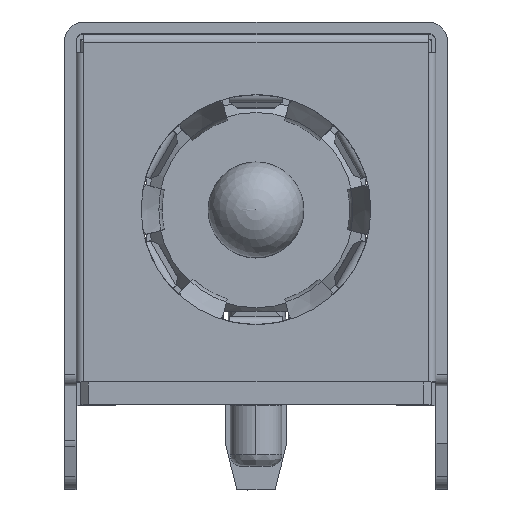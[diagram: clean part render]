
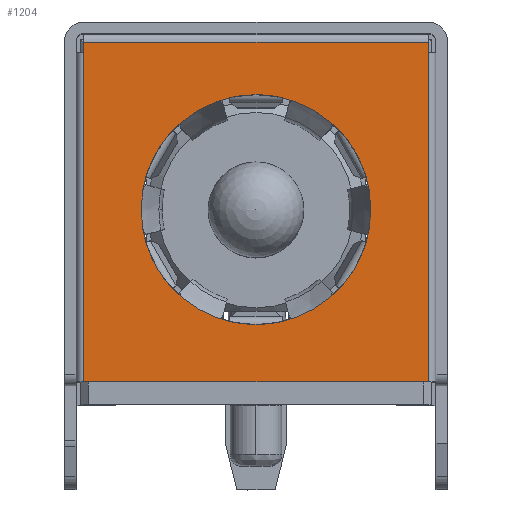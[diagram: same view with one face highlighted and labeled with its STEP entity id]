
A CAD part, top view. The second image highlights one B-rep face of the part: STEP entity #1204.
In plain terms, the highlighted planar face has unit normal (0, 0, 1).
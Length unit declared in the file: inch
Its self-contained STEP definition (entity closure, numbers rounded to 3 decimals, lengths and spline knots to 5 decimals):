
#39 = VERTEX_POINT ( 'NONE', #17027 ) ;
#715 = ORIENTED_EDGE ( 'NONE', *, *, #3559, .T. ) ;
#832 = LINE ( 'NONE', #19421, #6747 ) ;
#1204 = ADVANCED_FACE ( 'NONE', ( #6038, #17276 ), #11010, .T. ) ;
#2338 = CARTESIAN_POINT ( 'NONE',  ( -0.17717, 0.16929, 0. ) ) ;
#2402 = AXIS2_PLACEMENT_3D ( 'NONE', #2661, #16585, #22717 ) ;
#2578 = EDGE_CURVE ( 'NONE', #14474, #19349, #11228, .T. ) ;
#2661 = CARTESIAN_POINT ( 'NONE',  ( -0.17717, -0.16929, 0. ) ) ;
#2790 = DIRECTION ( 'NONE',  ( -1., 0., 0. ) ) ;
#2889 = VECTOR ( 'NONE', #20601, 39.37008 ) ;
#2924 = DIRECTION ( 'NONE',  ( -1., 0., 0. ) ) ;
#3181 = VERTEX_POINT ( 'NONE', #3448 ) ;
#3448 = CARTESIAN_POINT ( 'NONE',  ( -0.11811, 0.00787, 0. ) ) ;
#3559 = EDGE_CURVE ( 'NONE', #19349, #18565, #5518, .T. ) ;
#4309 = CARTESIAN_POINT ( 'NONE',  ( -0.17717, 0.18012, 0. ) ) ;
#4361 = DIRECTION ( 'NONE',  ( 0., 1., 0. ) ) ;
#4749 = CARTESIAN_POINT ( 'NONE',  ( 0., 0.00787, 0. ) ) ;
#5062 = EDGE_CURVE ( 'NONE', #20169, #14474, #15187, .T. ) ;
#5478 = VERTEX_POINT ( 'NONE', #5730 ) ;
#5493 = CARTESIAN_POINT ( 'NONE',  ( 0.10229, 0.06693, 0. ) ) ;
#5518 = CIRCLE ( 'NONE', #22483, 0.11811 ) ;
#5730 = CARTESIAN_POINT ( 'NONE',  ( 0., -0.11024, 0. ) ) ;
#5917 = LINE ( 'NONE', #20651, #13795 ) ;
#5968 = ORIENTED_EDGE ( 'NONE', *, *, #2578, .T. ) ;
#6038 = FACE_OUTER_BOUND ( 'NONE', #6768, .T. ) ;
#6243 = EDGE_CURVE ( 'NONE', #16156, #8758, #832, .T. ) ;
#6323 = DIRECTION ( 'NONE',  ( -1., 0., 0. ) ) ;
#6406 = EDGE_CURVE ( 'NONE', #18929, #39, #20729, .T. ) ;
#6448 = DIRECTION ( 'NONE',  ( 0., 0., -1. ) ) ;
#6571 = CARTESIAN_POINT ( 'NONE',  ( -0.17717, -0.16929, 0. ) ) ;
#6747 = VECTOR ( 'NONE', #19299, 39.37008 ) ;
#6751 = DIRECTION ( 'NONE',  ( 0., 0., -1. ) ) ;
#6768 = EDGE_LOOP ( 'NONE', ( #10430, #12467, #19283, #20628, #14402, #20897 ) ) ;
#8758 = VERTEX_POINT ( 'NONE', #6571 ) ;
#8835 = CIRCLE ( 'NONE', #13857, 0.11811 ) ;
#8918 = CARTESIAN_POINT ( 'NONE',  ( 0., 0.12598, 0. ) ) ;
#9094 = CARTESIAN_POINT ( 'NONE',  ( 0.10229, -0.05118, 0. ) ) ;
#9101 = EDGE_CURVE ( 'NONE', #39, #23902, #22499, .T. ) ;
#9590 = ORIENTED_EDGE ( 'NONE', *, *, #15516, .T. ) ;
#9859 = VECTOR ( 'NONE', #13547, 39.37008 ) ;
#9913 = CIRCLE ( 'NONE', #19959, 0.11811 ) ;
#10036 = CARTESIAN_POINT ( 'NONE',  ( 0., 0.00787, 0. ) ) ;
#10143 = CARTESIAN_POINT ( 'NONE',  ( 0.17717, 0.16929, 0. ) ) ;
#10430 = ORIENTED_EDGE ( 'NONE', *, *, #20006, .F. ) ;
#11010 = PLANE ( 'NONE',  #2402 ) ;
#11141 = EDGE_CURVE ( 'NONE', #23504, #3181, #11888, .T. ) ;
#11228 = CIRCLE ( 'NONE', #22456, 0.11811 ) ;
#11381 = CARTESIAN_POINT ( 'NONE',  ( 0., 0.00787, 0. ) ) ;
#11888 = CIRCLE ( 'NONE', #18849, 0.11811 ) ;
#11928 = EDGE_CURVE ( 'NONE', #3181, #20169, #9913, .T. ) ;
#12467 = ORIENTED_EDGE ( 'NONE', *, *, #14687, .T. ) ;
#12720 = ORIENTED_EDGE ( 'NONE', *, *, #5062, .T. ) ;
#12885 = VERTEX_POINT ( 'NONE', #13408 ) ;
#13299 = DIRECTION ( 'NONE',  ( 0., -1., 0. ) ) ;
#13408 = CARTESIAN_POINT ( 'NONE',  ( 0.17717, 0.16929, 0. ) ) ;
#13547 = DIRECTION ( 'NONE',  ( 0., 1., 0. ) ) ;
#13795 = VECTOR ( 'NONE', #4361, 39.37008 ) ;
#13857 = AXIS2_PLACEMENT_3D ( 'NONE', #19008, #6448, #20828 ) ;
#14402 = ORIENTED_EDGE ( 'NONE', *, *, #22752, .F. ) ;
#14474 = VERTEX_POINT ( 'NONE', #8918 ) ;
#14588 = CARTESIAN_POINT ( 'NONE',  ( 0., 0.00787, 0. ) ) ;
#14687 = EDGE_CURVE ( 'NONE', #12885, #18929, #20688, .T. ) ;
#14863 = CARTESIAN_POINT ( 'NONE',  ( -0.17717, 0.16929, 0. ) ) ;
#14912 = CARTESIAN_POINT ( 'NONE',  ( -0.10229, -0.05118, 0. ) ) ;
#15187 = CIRCLE ( 'NONE', #16746, 0.11811 ) ;
#15516 = EDGE_CURVE ( 'NONE', #5478, #23504, #23012, .T. ) ;
#15536 = ORIENTED_EDGE ( 'NONE', *, *, #11141, .T. ) ;
#16068 = DIRECTION ( 'NONE',  ( 0., -1., 0. ) ) ;
#16140 = CARTESIAN_POINT ( 'NONE',  ( -0.10229, 0.06693, 0. ) ) ;
#16156 = VERTEX_POINT ( 'NONE', #16665 ) ;
#16443 = VECTOR ( 'NONE', #16068, 39.37008 ) ;
#16585 = DIRECTION ( 'NONE',  ( 0., 0., 1. ) ) ;
#16665 = CARTESIAN_POINT ( 'NONE',  ( 0.17717, -0.16929, 0. ) ) ;
#16746 = AXIS2_PLACEMENT_3D ( 'NONE', #20050, #6751, #19691 ) ;
#16819 = CARTESIAN_POINT ( 'NONE',  ( 0.17717, 0.18799, 0. ) ) ;
#17027 = CARTESIAN_POINT ( 'NONE',  ( -0.17717, 0.18012, 0. ) ) ;
#17236 = AXIS2_PLACEMENT_3D ( 'NONE', #14588, #21976, #20157 ) ;
#17276 = FACE_BOUND ( 'NONE', #20149, .T. ) ;
#17746 = ORIENTED_EDGE ( 'NONE', *, *, #11928, .T. ) ;
#18333 = VECTOR ( 'NONE', #13299, 39.37008 ) ;
#18565 = VERTEX_POINT ( 'NONE', #9094 ) ;
#18849 = AXIS2_PLACEMENT_3D ( 'NONE', #10036, #22968, #2790 ) ;
#18929 = VERTEX_POINT ( 'NONE', #20488 ) ;
#19008 = CARTESIAN_POINT ( 'NONE',  ( 0., 0.00787, 0. ) ) ;
#19283 = ORIENTED_EDGE ( 'NONE', *, *, #6406, .T. ) ;
#19299 = DIRECTION ( 'NONE',  ( -1., 0., 0. ) ) ;
#19349 = VERTEX_POINT ( 'NONE', #5493 ) ;
#19421 = CARTESIAN_POINT ( 'NONE',  ( -0.18504, -0.16929, 0. ) ) ;
#19425 = EDGE_CURVE ( 'NONE', #18565, #5478, #8835, .T. ) ;
#19475 = DIRECTION ( 'NONE',  ( 0., 0., -1. ) ) ;
#19691 = DIRECTION ( 'NONE',  ( -1., 0., 0. ) ) ;
#19959 = AXIS2_PLACEMENT_3D ( 'NONE', #11381, #22875, #6323 ) ;
#20006 = EDGE_CURVE ( 'NONE', #12885, #16156, #21279, .T. ) ;
#20050 = CARTESIAN_POINT ( 'NONE',  ( 0., 0.00787, 0. ) ) ;
#20149 = EDGE_LOOP ( 'NONE', ( #715, #21739, #9590, #15536, #17746, #12720, #5968 ) ) ;
#20157 = DIRECTION ( 'NONE',  ( -1., 0., 0. ) ) ;
#20169 = VERTEX_POINT ( 'NONE', #16140 ) ;
#20425 = DIRECTION ( 'NONE',  ( 0., 0., -1. ) ) ;
#20488 = CARTESIAN_POINT ( 'NONE',  ( 0.17717, 0.18012, 0. ) ) ;
#20601 = DIRECTION ( 'NONE',  ( -1., 0., 0. ) ) ;
#20628 = ORIENTED_EDGE ( 'NONE', *, *, #9101, .T. ) ;
#20651 = CARTESIAN_POINT ( 'NONE',  ( -0.17717, -0.16929, 0. ) ) ;
#20688 = LINE ( 'NONE', #16819, #9859 ) ;
#20729 = LINE ( 'NONE', #4309, #2889 ) ;
#20785 = CARTESIAN_POINT ( 'NONE',  ( 0., 0.00787, 0. ) ) ;
#20828 = DIRECTION ( 'NONE',  ( -1., 0., 0. ) ) ;
#20897 = ORIENTED_EDGE ( 'NONE', *, *, #6243, .F. ) ;
#21279 = LINE ( 'NONE', #10143, #16443 ) ;
#21739 = ORIENTED_EDGE ( 'NONE', *, *, #19425, .T. ) ;
#21976 = DIRECTION ( 'NONE',  ( 0., 0., -1. ) ) ;
#22116 = DIRECTION ( 'NONE',  ( -1., 0., 0. ) ) ;
#22456 = AXIS2_PLACEMENT_3D ( 'NONE', #20785, #20425, #22116 ) ;
#22483 = AXIS2_PLACEMENT_3D ( 'NONE', #4749, #19475, #2924 ) ;
#22499 = LINE ( 'NONE', #14863, #18333 ) ;
#22717 = DIRECTION ( 'NONE',  ( 1., 0., 0. ) ) ;
#22752 = EDGE_CURVE ( 'NONE', #8758, #23902, #5917, .T. ) ;
#22875 = DIRECTION ( 'NONE',  ( 0., 0., -1. ) ) ;
#22968 = DIRECTION ( 'NONE',  ( 0., 0., -1. ) ) ;
#23012 = CIRCLE ( 'NONE', #17236, 0.11811 ) ;
#23504 = VERTEX_POINT ( 'NONE', #14912 ) ;
#23902 = VERTEX_POINT ( 'NONE', #2338 ) ;
